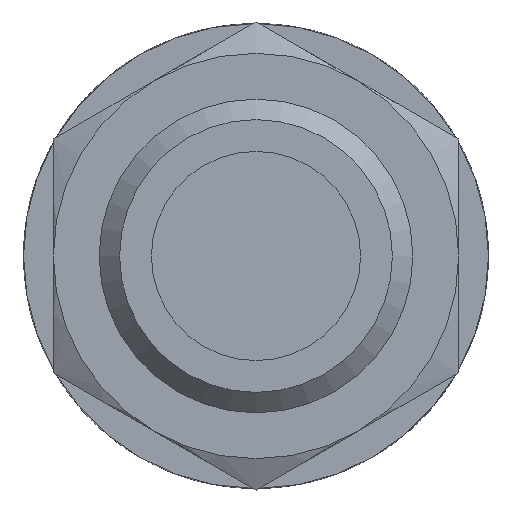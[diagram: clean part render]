
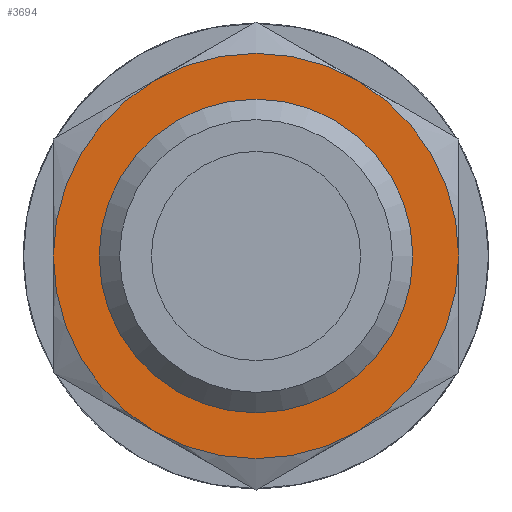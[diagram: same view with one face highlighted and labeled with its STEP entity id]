
A CAD part, left-side view. The second image highlights one B-rep face of the part: STEP entity #3694.
In plain terms, the highlighted planar face has unit normal (-1, 0, 0).
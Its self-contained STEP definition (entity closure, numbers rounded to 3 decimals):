
#46=PLANE('',#4036);
#1499=ORIENTED_EDGE('',*,*,#2494,.F.);
#1500=ORIENTED_EDGE('',*,*,#2485,.F.);
#1501=ORIENTED_EDGE('',*,*,#2486,.F.);
#1502=ORIENTED_EDGE('',*,*,#2489,.F.);
#1503=ORIENTED_EDGE('',*,*,#2495,.F.);
#1504=ORIENTED_EDGE('',*,*,#2507,.F.);
#1505=ORIENTED_EDGE('',*,*,#2506,.T.);
#2485=EDGE_CURVE('',#2968,#2966,#3136,.T.);
#2486=EDGE_CURVE('',#2969,#2968,#3137,.T.);
#2489=EDGE_CURVE('',#2971,#2969,#3138,.T.);
#2494=EDGE_CURVE('',#2966,#2973,#3139,.T.);
#2495=EDGE_CURVE('',#2975,#2971,#3140,.T.);
#2506=EDGE_CURVE('',#2985,#2985,#3149,.T.);
#2507=EDGE_CURVE('',#2973,#2975,#3150,.T.);
#2966=VERTEX_POINT('',#6374);
#2968=VERTEX_POINT('',#6380);
#2969=VERTEX_POINT('',#6384);
#2971=VERTEX_POINT('',#6396);
#2973=VERTEX_POINT('',#6411);
#2975=VERTEX_POINT('',#6420);
#2985=VERTEX_POINT('',#6456);
#3136=CIRCLE('',#4009,8.5);
#3137=CIRCLE('',#4011,8.5);
#3138=CIRCLE('',#4013,8.5);
#3139=CIRCLE('',#4015,8.5);
#3140=CIRCLE('',#4017,8.5);
#3149=CIRCLE('',#4035,6.38);
#3150=CIRCLE('',#4037,8.5);
#3222=EDGE_LOOP('',(#1499,#1500,#1501,#1502,#1503,#1504));
#3223=EDGE_LOOP('',(#1505));
#3453=FACE_BOUND('',#3222,.T.);
#3454=FACE_BOUND('',#3223,.T.);
#3694=ADVANCED_FACE('',(#3453,#3454),#46,.F.);
#4009=AXIS2_PLACEMENT_3D('',#6381,#4648,#4649);
#4011=AXIS2_PLACEMENT_3D('',#6383,#4652,#4653);
#4013=AXIS2_PLACEMENT_3D('',#6395,#4656,#4657);
#4015=AXIS2_PLACEMENT_3D('',#6417,#4660,#4661);
#4017=AXIS2_PLACEMENT_3D('',#6419,#4664,#4665);
#4035=AXIS2_PLACEMENT_3D('',#6455,#4700,#4701);
#4036=AXIS2_PLACEMENT_3D('',#6457,#4702,#4703);
#4037=AXIS2_PLACEMENT_3D('',#6458,#4704,#4705);
#4648=DIRECTION('',(1.,0.,0.));
#4649=DIRECTION('',(0.,0.,-1.));
#4652=DIRECTION('',(1.,0.,0.));
#4653=DIRECTION('',(0.,0.,-1.));
#4656=DIRECTION('',(1.,0.,0.));
#4657=DIRECTION('',(0.,0.,-1.));
#4660=DIRECTION('',(1.,0.,0.));
#4661=DIRECTION('',(0.,0.,-1.));
#4664=DIRECTION('',(1.,0.,0.));
#4665=DIRECTION('',(0.,0.,-1.));
#4700=DIRECTION('',(1.,0.,0.));
#4701=DIRECTION('',(0.,0.,-1.));
#4702=DIRECTION('',(1.,0.,0.));
#4703=DIRECTION('',(0.,0.,-1.));
#4704=DIRECTION('',(1.,0.,0.));
#4705=DIRECTION('',(0.,0.,-1.));
#6374=CARTESIAN_POINT('',(0.,8.5,0.));
#6380=CARTESIAN_POINT('',(0.,4.25,-7.361));
#6381=CARTESIAN_POINT('',(0.,0.,0.));
#6383=CARTESIAN_POINT('',(0.,0.,0.));
#6384=CARTESIAN_POINT('',(0.,-4.25,-7.361));
#6395=CARTESIAN_POINT('',(0.,0.,0.));
#6396=CARTESIAN_POINT('',(0.,-8.5,0.));
#6411=CARTESIAN_POINT('',(0.,4.25,7.361));
#6417=CARTESIAN_POINT('',(0.,0.,0.));
#6419=CARTESIAN_POINT('',(0.,0.,0.));
#6420=CARTESIAN_POINT('',(0.,-4.25,7.361));
#6455=CARTESIAN_POINT('',(0.,0.,0.));
#6456=CARTESIAN_POINT('',(0.,0.,-6.38));
#6457=CARTESIAN_POINT('',(0.,6.38,0.));
#6458=CARTESIAN_POINT('',(0.,0.,0.));
